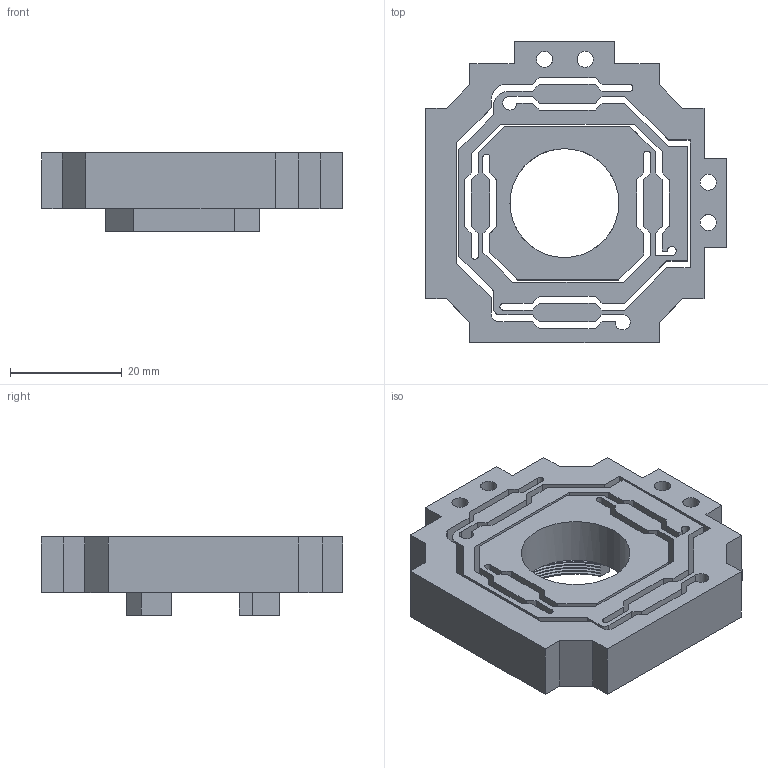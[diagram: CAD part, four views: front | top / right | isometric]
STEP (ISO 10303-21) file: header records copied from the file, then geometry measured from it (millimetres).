
FILE_DESCRIPTION(/* description */ (''),/* implementation_level */ '2;1');
FILE_NAME(/* name */ '20_Cube_Inser_Flexuremanipulator_SMThread_v3.ipt.step',/* time_stamp */ '2022-11-29T08:11:03+01:00',/* author */ ('diederichbenedict'),/* organization */ (''),/* preprocessor_version */ 'ST-DEVELOPER v18.1',/* originating_system */ 'Autodesk Inventor 2022',/* authorisation */ '');
FILE_SCHEMA (('AUTOMOTIVE_DESIGN { 1 0 10303 214 3 1 1 }'));
Length unit declared in the file: millimetre
Products named in the file (1): 20_Cube_Inser_Flexuremanipulator_SMThread_v3
Bounding box: 53.84 x 53.98 x 14 mm (x, y, z)
Volume: 17007.8 mm3; surface area: 14368.3 mm2
Topology: 1 solids, 1 shells, 279 faces, 841 edges, 562 vertices
Faces by surface type: plane 165, cylinder 69, bspline 45
Full cylindrical faces by diameter (mm): 2.9 x4, 4.9 x3, 19.5 x1
Entity records: 11990 total; most frequent: CARTESIAN_POINT 4740, ORIENTED_EDGE 1682, DIRECTION 1198, EDGE_CURVE 841, LINE 588, VECTOR 588, VERTEX_POINT 562, EDGE_LOOP 315
